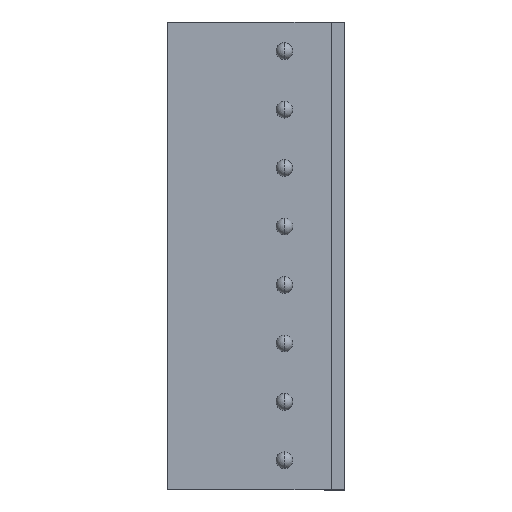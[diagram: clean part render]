
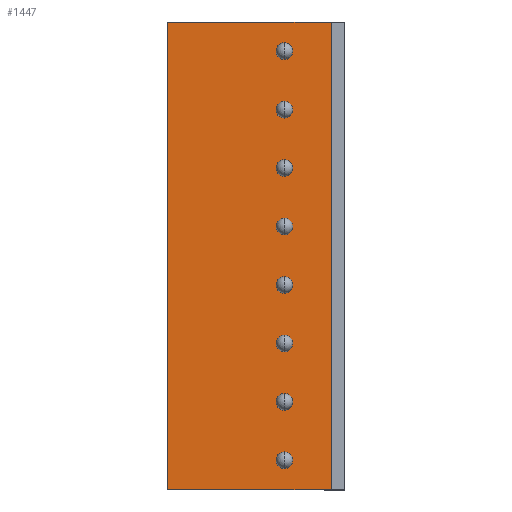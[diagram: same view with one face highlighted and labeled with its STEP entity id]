
A CAD part, top view. The second image highlights one B-rep face of the part: STEP entity #1447.
In plain terms, the highlighted planar face has unit normal (0, 0, 1).
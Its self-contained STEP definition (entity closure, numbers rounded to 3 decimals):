
#1=DIRECTION('',(1.,0.,0.));
#2=VECTOR('',#1,9.8);
#3=CARTESIAN_POINT('',(0.,0.,0.));
#4=LINE('',#3,#2);
#33=DIRECTION('',(0.,1.,0.));
#34=VECTOR('',#33,28.);
#35=CARTESIAN_POINT('',(0.,0.,0.));
#36=LINE('',#35,#34);
#37=CARTESIAN_POINT('',(7.,26.25,0.));
#38=DIRECTION('',(0.,0.,1.));
#39=DIRECTION('',(0.,-1.,0.));
#40=AXIS2_PLACEMENT_3D('',#37,#38,#39);
#42=CARTESIAN_POINT('',(7.,26.25,0.));
#43=DIRECTION('',(0.,0.,1.));
#44=DIRECTION('',(0.,1.,0.));
#45=AXIS2_PLACEMENT_3D('',#42,#43,#44);
#47=CARTESIAN_POINT('',(7.,22.75,0.));
#48=DIRECTION('',(0.,0.,1.));
#49=DIRECTION('',(0.,-1.,0.));
#50=AXIS2_PLACEMENT_3D('',#47,#48,#49);
#52=CARTESIAN_POINT('',(7.,22.75,0.));
#53=DIRECTION('',(0.,0.,1.));
#54=DIRECTION('',(0.,1.,0.));
#55=AXIS2_PLACEMENT_3D('',#52,#53,#54);
#57=CARTESIAN_POINT('',(7.,19.25,0.));
#58=DIRECTION('',(0.,0.,1.));
#59=DIRECTION('',(0.,-1.,0.));
#60=AXIS2_PLACEMENT_3D('',#57,#58,#59);
#62=CARTESIAN_POINT('',(7.,19.25,0.));
#63=DIRECTION('',(0.,0.,1.));
#64=DIRECTION('',(0.,1.,0.));
#65=AXIS2_PLACEMENT_3D('',#62,#63,#64);
#67=CARTESIAN_POINT('',(7.,15.75,0.));
#68=DIRECTION('',(0.,0.,1.));
#69=DIRECTION('',(0.,-1.,0.));
#70=AXIS2_PLACEMENT_3D('',#67,#68,#69);
#72=CARTESIAN_POINT('',(7.,15.75,0.));
#73=DIRECTION('',(0.,0.,1.));
#74=DIRECTION('',(0.,1.,0.));
#75=AXIS2_PLACEMENT_3D('',#72,#73,#74);
#77=CARTESIAN_POINT('',(7.,12.25,0.));
#78=DIRECTION('',(0.,0.,1.));
#79=DIRECTION('',(0.,-1.,0.));
#80=AXIS2_PLACEMENT_3D('',#77,#78,#79);
#82=CARTESIAN_POINT('',(7.,12.25,0.));
#83=DIRECTION('',(0.,0.,1.));
#84=DIRECTION('',(0.,1.,0.));
#85=AXIS2_PLACEMENT_3D('',#82,#83,#84);
#87=CARTESIAN_POINT('',(7.,8.75,0.));
#88=DIRECTION('',(0.,0.,1.));
#89=DIRECTION('',(0.,-1.,0.));
#90=AXIS2_PLACEMENT_3D('',#87,#88,#89);
#92=CARTESIAN_POINT('',(7.,8.75,0.));
#93=DIRECTION('',(0.,0.,1.));
#94=DIRECTION('',(0.,1.,0.));
#95=AXIS2_PLACEMENT_3D('',#92,#93,#94);
#97=CARTESIAN_POINT('',(7.,5.25,0.));
#98=DIRECTION('',(0.,0.,1.));
#99=DIRECTION('',(0.,-1.,0.));
#100=AXIS2_PLACEMENT_3D('',#97,#98,#99);
#102=CARTESIAN_POINT('',(7.,5.25,0.));
#103=DIRECTION('',(0.,0.,1.));
#104=DIRECTION('',(0.,1.,0.));
#105=AXIS2_PLACEMENT_3D('',#102,#103,#104);
#107=CARTESIAN_POINT('',(7.,1.75,0.));
#108=DIRECTION('',(0.,0.,1.));
#109=DIRECTION('',(0.,-1.,0.));
#110=AXIS2_PLACEMENT_3D('',#107,#108,#109);
#112=CARTESIAN_POINT('',(7.,1.75,0.));
#113=DIRECTION('',(0.,0.,1.));
#114=DIRECTION('',(0.,1.,0.));
#115=AXIS2_PLACEMENT_3D('',#112,#113,#114);
#973=DIRECTION('',(0.,1.,0.));
#974=VECTOR('',#973,28.);
#975=CARTESIAN_POINT('',(9.8,0.,0.));
#976=LINE('',#975,#974);
#977=DIRECTION('',(1.,0.,0.));
#978=VECTOR('',#977,9.8);
#979=CARTESIAN_POINT('',(0.,28.,0.));
#980=LINE('',#979,#978);
#1057=CARTESIAN_POINT('',(0.,0.,0.));
#1058=CARTESIAN_POINT('',(9.8,0.,0.));
#1059=VERTEX_POINT('',#1057);
#1060=VERTEX_POINT('',#1058);
#1073=CARTESIAN_POINT('',(0.,28.,0.));
#1074=CARTESIAN_POINT('',(9.8,28.,0.));
#1075=VERTEX_POINT('',#1073);
#1076=VERTEX_POINT('',#1074);
#1089=CARTESIAN_POINT('',(7.,25.75,0.));
#1090=CARTESIAN_POINT('',(7.,26.75,0.));
#1091=VERTEX_POINT('',#1089);
#1092=VERTEX_POINT('',#1090);
#1109=CARTESIAN_POINT('',(7.,22.25,0.));
#1110=CARTESIAN_POINT('',(7.,23.25,0.));
#1111=VERTEX_POINT('',#1109);
#1112=VERTEX_POINT('',#1110);
#1129=CARTESIAN_POINT('',(7.,18.75,0.));
#1130=CARTESIAN_POINT('',(7.,19.75,0.));
#1131=VERTEX_POINT('',#1129);
#1132=VERTEX_POINT('',#1130);
#1149=CARTESIAN_POINT('',(7.,15.25,0.));
#1150=CARTESIAN_POINT('',(7.,16.25,0.));
#1151=VERTEX_POINT('',#1149);
#1152=VERTEX_POINT('',#1150);
#1169=CARTESIAN_POINT('',(7.,11.75,0.));
#1170=CARTESIAN_POINT('',(7.,12.75,0.));
#1171=VERTEX_POINT('',#1169);
#1172=VERTEX_POINT('',#1170);
#1189=CARTESIAN_POINT('',(7.,8.25,0.));
#1190=CARTESIAN_POINT('',(7.,9.25,0.));
#1191=VERTEX_POINT('',#1189);
#1192=VERTEX_POINT('',#1190);
#1209=CARTESIAN_POINT('',(7.,4.75,0.));
#1210=CARTESIAN_POINT('',(7.,5.75,0.));
#1211=VERTEX_POINT('',#1209);
#1212=VERTEX_POINT('',#1210);
#1229=CARTESIAN_POINT('',(7.,1.25,0.));
#1230=CARTESIAN_POINT('',(7.,2.25,0.));
#1231=VERTEX_POINT('',#1229);
#1232=VERTEX_POINT('',#1230);
#1385=CARTESIAN_POINT('',(0.,0.,0.));
#1386=DIRECTION('',(0.,0.,1.));
#1387=DIRECTION('',(1.,0.,0.));
#1388=AXIS2_PLACEMENT_3D('',#1385,#1386,#1387);
#1389=PLANE('',#1388);
#1390=ORIENTED_EDGE('',*,*,#1366,.F.);
#1392=ORIENTED_EDGE('',*,*,#1391,.T.);
#1394=ORIENTED_EDGE('',*,*,#1393,.T.);
#1396=ORIENTED_EDGE('',*,*,#1395,.F.);
#1397=EDGE_LOOP('',(#1390,#1392,#1394,#1396));
#1398=FACE_OUTER_BOUND('',#1397,.F.);
#1400=ORIENTED_EDGE('',*,*,#1399,.T.);
#1402=ORIENTED_EDGE('',*,*,#1401,.T.);
#1403=EDGE_LOOP('',(#1400,#1402));
#1404=FACE_BOUND('',#1403,.F.);
#1406=ORIENTED_EDGE('',*,*,#1405,.T.);
#1408=ORIENTED_EDGE('',*,*,#1407,.T.);
#1409=EDGE_LOOP('',(#1406,#1408));
#1410=FACE_BOUND('',#1409,.F.);
#1412=ORIENTED_EDGE('',*,*,#1411,.T.);
#1414=ORIENTED_EDGE('',*,*,#1413,.T.);
#1415=EDGE_LOOP('',(#1412,#1414));
#1416=FACE_BOUND('',#1415,.F.);
#1418=ORIENTED_EDGE('',*,*,#1417,.T.);
#1420=ORIENTED_EDGE('',*,*,#1419,.T.);
#1421=EDGE_LOOP('',(#1418,#1420));
#1422=FACE_BOUND('',#1421,.F.);
#1424=ORIENTED_EDGE('',*,*,#1423,.T.);
#1426=ORIENTED_EDGE('',*,*,#1425,.T.);
#1427=EDGE_LOOP('',(#1424,#1426));
#1428=FACE_BOUND('',#1427,.F.);
#1430=ORIENTED_EDGE('',*,*,#1429,.T.);
#1432=ORIENTED_EDGE('',*,*,#1431,.T.);
#1433=EDGE_LOOP('',(#1430,#1432));
#1434=FACE_BOUND('',#1433,.F.);
#1436=ORIENTED_EDGE('',*,*,#1435,.T.);
#1438=ORIENTED_EDGE('',*,*,#1437,.T.);
#1439=EDGE_LOOP('',(#1436,#1438));
#1440=FACE_BOUND('',#1439,.F.);
#1442=ORIENTED_EDGE('',*,*,#1441,.T.);
#1444=ORIENTED_EDGE('',*,*,#1443,.T.);
#1445=EDGE_LOOP('',(#1442,#1444));
#1446=FACE_BOUND('',#1445,.F.);
#1447=ADVANCED_FACE('',(#1398,#1404,#1410,#1416,#1422,#1428,#1434,#1440,#1446),
#1389,.T.);
#41=CIRCLE('',#40,0.5);
#46=CIRCLE('',#45,0.5);
#51=CIRCLE('',#50,0.5);
#56=CIRCLE('',#55,0.5);
#61=CIRCLE('',#60,0.5);
#66=CIRCLE('',#65,0.5);
#71=CIRCLE('',#70,0.5);
#76=CIRCLE('',#75,0.5);
#81=CIRCLE('',#80,0.5);
#86=CIRCLE('',#85,0.5);
#91=CIRCLE('',#90,0.5);
#96=CIRCLE('',#95,0.5);
#101=CIRCLE('',#100,0.5);
#106=CIRCLE('',#105,0.5);
#111=CIRCLE('',#110,0.5);
#116=CIRCLE('',#115,0.5);
#1366=EDGE_CURVE('',#1059,#1060,#4,.T.);
#1391=EDGE_CURVE('',#1059,#1075,#36,.T.);
#1393=EDGE_CURVE('',#1075,#1076,#980,.T.);
#1395=EDGE_CURVE('',#1060,#1076,#976,.T.);
#1399=EDGE_CURVE('',#1091,#1092,#41,.T.);
#1401=EDGE_CURVE('',#1092,#1091,#46,.T.);
#1405=EDGE_CURVE('',#1111,#1112,#51,.T.);
#1407=EDGE_CURVE('',#1112,#1111,#56,.T.);
#1411=EDGE_CURVE('',#1131,#1132,#61,.T.);
#1413=EDGE_CURVE('',#1132,#1131,#66,.T.);
#1417=EDGE_CURVE('',#1151,#1152,#71,.T.);
#1419=EDGE_CURVE('',#1152,#1151,#76,.T.);
#1423=EDGE_CURVE('',#1171,#1172,#81,.T.);
#1425=EDGE_CURVE('',#1172,#1171,#86,.T.);
#1429=EDGE_CURVE('',#1191,#1192,#91,.T.);
#1431=EDGE_CURVE('',#1192,#1191,#96,.T.);
#1435=EDGE_CURVE('',#1211,#1212,#101,.T.);
#1437=EDGE_CURVE('',#1212,#1211,#106,.T.);
#1441=EDGE_CURVE('',#1231,#1232,#111,.T.);
#1443=EDGE_CURVE('',#1232,#1231,#116,.T.);
